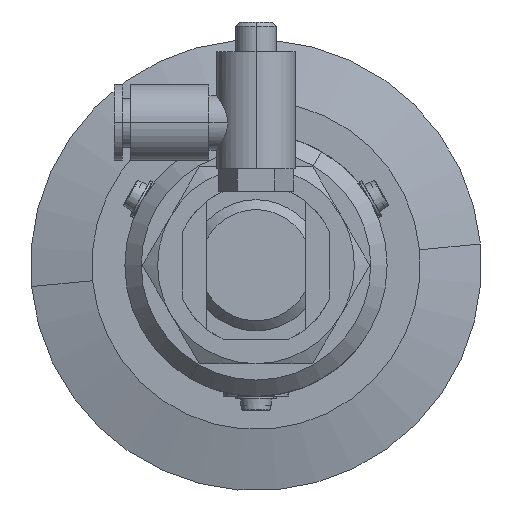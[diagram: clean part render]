
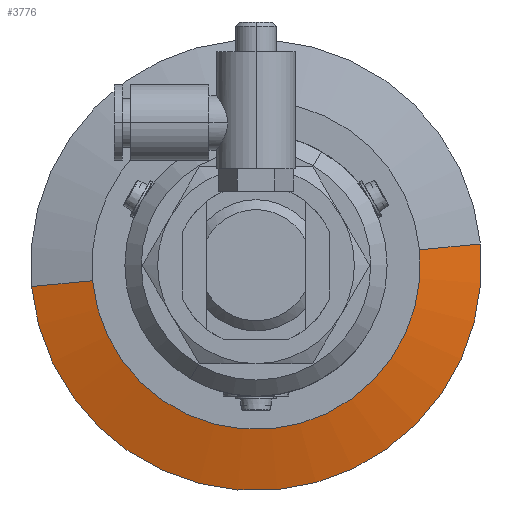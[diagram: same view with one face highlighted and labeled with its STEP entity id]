
A CAD part, front view. The second image highlights one B-rep face of the part: STEP entity #3776.
In plain terms, the highlighted conical face has half-angle 75 degrees and reference radius 20.036 mm.
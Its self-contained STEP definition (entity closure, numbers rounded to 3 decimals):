
#1958 = CARTESIAN_POINT ( 'NONE',  ( 5., 0., -20.036 ) ) ;
#2913 = DIRECTION ( 'NONE',  ( -1., 0., 0. ) ) ;
#3029 = ORIENTED_EDGE ( 'NONE', *, *, #20796, .T. ) ;
#3483 = EDGE_CURVE ( 'NONE', #23536, #8661, #19926, .T. ) ;
#3776 = ADVANCED_FACE ( 'NONE', ( #27453 ), #21842, .T. ) ;
#8047 = ORIENTED_EDGE ( 'NONE', *, *, #24604, .T. ) ;
#8177 = VERTEX_POINT ( 'NONE', #1958 ) ;
#8661 = VERTEX_POINT ( 'NONE', #11631 ) ;
#11631 = CARTESIAN_POINT ( 'NONE',  ( 3., 0., 27.5 ) ) ;
#11657 = EDGE_CURVE ( 'NONE', #8177, #23536, #30319, .T. ) ;
#11708 = CARTESIAN_POINT ( 'NONE',  ( 5., 0., 20.036 ) ) ;
#12621 = DIRECTION ( 'NONE',  ( -0.259, 0., 0.966 ) ) ;
#13378 = CARTESIAN_POINT ( 'NONE',  ( 3., 0., -27.5 ) ) ;
#13636 = DIRECTION ( 'NONE',  ( -1., 0., 0. ) ) ;
#13779 = CARTESIAN_POINT ( 'NONE',  ( 3., 0., 0. ) ) ;
#14792 = VECTOR ( 'NONE', #31380, 1000. ) ;
#15810 = VECTOR ( 'NONE', #12621, 1000. ) ;
#17888 = DIRECTION ( 'NONE',  ( 0., 0., 1. ) ) ;
#18070 = CARTESIAN_POINT ( 'NONE',  ( 5., 0., 20.036 ) ) ;
#19926 = CIRCLE ( 'NONE', #35958, 27.5 ) ;
#20028 = CIRCLE ( 'NONE', #20411, 20.036 ) ;
#20147 = CARTESIAN_POINT ( 'NONE',  ( 5., 0., 0. ) ) ;
#20411 = AXIS2_PLACEMENT_3D ( 'NONE', #20147, #38211, #29214 ) ;
#20796 = EDGE_CURVE ( 'NONE', #31067, #8661, #28025, .T. ) ;
#21810 = EDGE_LOOP ( 'NONE', ( #22355, #8047, #3029, #35484 ) ) ;
#21842 = CONICAL_SURFACE ( 'NONE', #30402, 20.036, 1.309 ) ;
#22355 = ORIENTED_EDGE ( 'NONE', *, *, #11657, .F. ) ;
#23536 = VERTEX_POINT ( 'NONE', #13378 ) ;
#24604 = EDGE_CURVE ( 'NONE', #8177, #31067, #20028, .T. ) ;
#26807 = CARTESIAN_POINT ( 'NONE',  ( 5., 0., 0. ) ) ;
#27453 = FACE_OUTER_BOUND ( 'NONE', #21810, .T. ) ;
#28025 = LINE ( 'NONE', #18070, #15810 ) ;
#29214 = DIRECTION ( 'NONE',  ( 0., 0., 1. ) ) ;
#30319 = LINE ( 'NONE', #37854, #14792 ) ;
#30402 = AXIS2_PLACEMENT_3D ( 'NONE', #26807, #2913, #17888 ) ;
#31067 = VERTEX_POINT ( 'NONE', #11708 ) ;
#31380 = DIRECTION ( 'NONE',  ( -0.259, 0., -0.966 ) ) ;
#35484 = ORIENTED_EDGE ( 'NONE', *, *, #3483, .F. ) ;
#35958 = AXIS2_PLACEMENT_3D ( 'NONE', #13779, #13636, #37529 ) ;
#37529 = DIRECTION ( 'NONE',  ( 0., 0., 1. ) ) ;
#37854 = CARTESIAN_POINT ( 'NONE',  ( 5., 0., -20.036 ) ) ;
#38211 = DIRECTION ( 'NONE',  ( -1., 0., 0. ) ) ;
